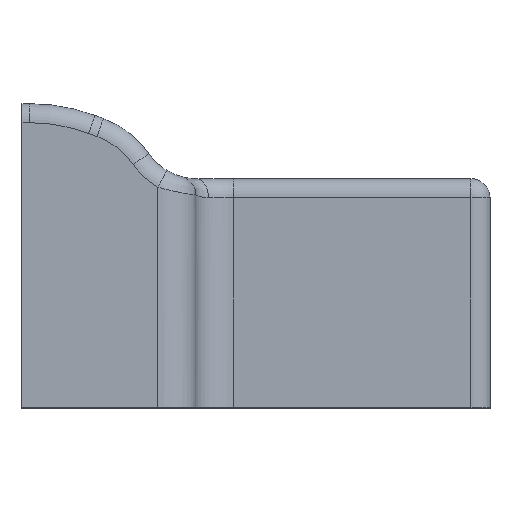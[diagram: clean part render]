
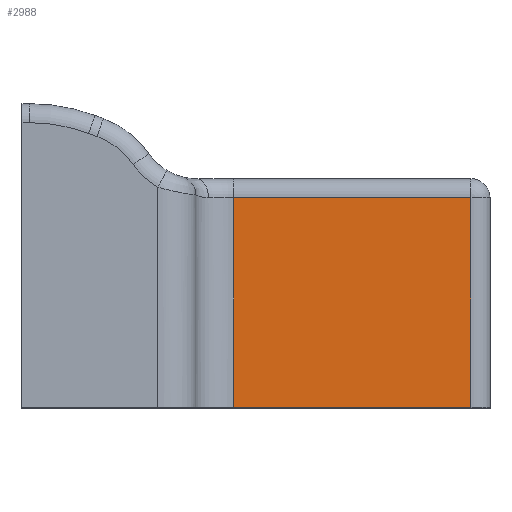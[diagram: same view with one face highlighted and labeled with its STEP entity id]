
A CAD part, top view. The second image highlights one B-rep face of the part: STEP entity #2988.
In plain terms, the highlighted planar face has unit normal (0, 0, 1).
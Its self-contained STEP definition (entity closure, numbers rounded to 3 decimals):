
#243 = VECTOR ( 'NONE', #1985, 1000. ) ;
#425 = CARTESIAN_POINT ( 'NONE',  ( -9.35, 3.479, 1.339 ) ) ;
#449 = CARTESIAN_POINT ( 'NONE',  ( 4.1, -7.54, 1.339 ) ) ;
#598 = PLANE ( 'NONE',  #2309 ) ;
#696 = VERTEX_POINT ( 'NONE', #822 ) ;
#769 = LINE ( 'NONE', #2073, #1886 ) ;
#822 = CARTESIAN_POINT ( 'NONE',  ( 3.1, 3.479, 1.339 ) ) ;
#855 = VERTEX_POINT ( 'NONE', #425 ) ;
#885 = CARTESIAN_POINT ( 'NONE',  ( -9.35, 0., 1.339 ) ) ;
#892 = EDGE_CURVE ( 'NONE', #1833, #696, #769, .T. ) ;
#930 = CARTESIAN_POINT ( 'NONE',  ( -9.35, -7.54, 1.339 ) ) ;
#986 = CARTESIAN_POINT ( 'NONE',  ( -9.35, 3.479, 1.339 ) ) ;
#1174 = VECTOR ( 'NONE', #2917, 1000. ) ;
#1177 = FACE_OUTER_BOUND ( 'NONE', #1442, .T. ) ;
#1442 = EDGE_LOOP ( 'NONE', ( #2698, #2549, #1680, #1784 ) ) ;
#1485 = DIRECTION ( 'NONE',  ( 0., 0., 1. ) ) ;
#1680 = ORIENTED_EDGE ( 'NONE', *, *, #2277, .T. ) ;
#1746 = CARTESIAN_POINT ( 'NONE',  ( 3.1, -7.54, 1.339 ) ) ;
#1784 = ORIENTED_EDGE ( 'NONE', *, *, #2665, .T. ) ;
#1833 = VERTEX_POINT ( 'NONE', #1746 ) ;
#1840 = LINE ( 'NONE', #449, #1174 ) ;
#1850 = DIRECTION ( 'NONE',  ( 0., 1., 0. ) ) ;
#1886 = VECTOR ( 'NONE', #1850, 1000. ) ;
#1946 = DIRECTION ( 'NONE',  ( 0., -1., 0. ) ) ;
#1985 = DIRECTION ( 'NONE',  ( 0., -1., 0. ) ) ;
#2073 = CARTESIAN_POINT ( 'NONE',  ( 3.1, 3.479, 1.339 ) ) ;
#2277 = EDGE_CURVE ( 'NONE', #696, #855, #3135, .T. ) ;
#2309 = AXIS2_PLACEMENT_3D ( 'NONE', #3365, #1485, #1946 ) ;
#2327 = VECTOR ( 'NONE', #3149, 1000. ) ;
#2473 = VERTEX_POINT ( 'NONE', #930 ) ;
#2521 = LINE ( 'NONE', #885, #243 ) ;
#2549 = ORIENTED_EDGE ( 'NONE', *, *, #892, .T. ) ;
#2665 = EDGE_CURVE ( 'NONE', #855, #2473, #2521, .T. ) ;
#2698 = ORIENTED_EDGE ( 'NONE', *, *, #3257, .T. ) ;
#2917 = DIRECTION ( 'NONE',  ( 1., 0., 0. ) ) ;
#2988 = ADVANCED_FACE ( 'NONE', ( #1177 ), #598, .T. ) ;
#3135 = LINE ( 'NONE', #986, #2327 ) ;
#3149 = DIRECTION ( 'NONE',  ( -1., 0., 0. ) ) ;
#3257 = EDGE_CURVE ( 'NONE', #2473, #1833, #1840, .T. ) ;
#3365 = CARTESIAN_POINT ( 'NONE',  ( 0., 0., 1.339 ) ) ;
